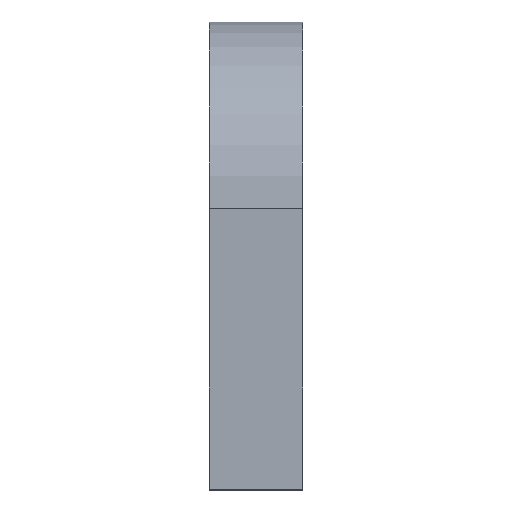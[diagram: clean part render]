
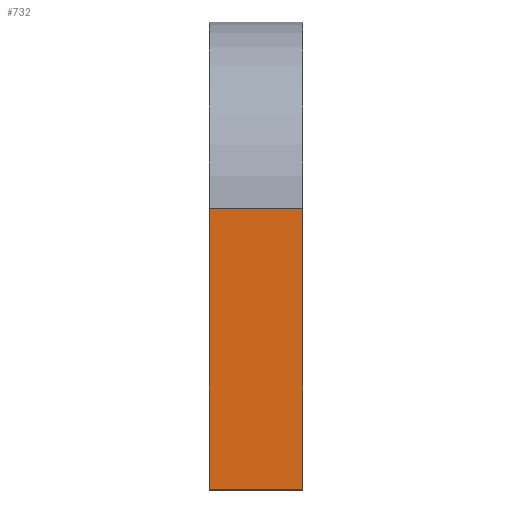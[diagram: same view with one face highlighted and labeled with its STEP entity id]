
A CAD part, top view. The second image highlights one B-rep face of the part: STEP entity #732.
In plain terms, the highlighted planar face has unit normal (0, 0, 1).
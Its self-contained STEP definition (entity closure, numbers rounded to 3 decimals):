
#7 = VECTOR ( 'NONE', #268, 1000. ) ;
#8 = VECTOR ( 'NONE', #444, 1000. ) ;
#29 = CARTESIAN_POINT ( 'NONE',  ( 5., 7.5, 12.5 ) ) ;
#72 = DIRECTION ( 'NONE',  ( 0., 1., 0. ) ) ;
#89 = ORIENTED_EDGE ( 'NONE', *, *, #699, .T. ) ;
#100 = LINE ( 'NONE', #616, #679 ) ;
#103 = VERTEX_POINT ( 'NONE', #674 ) ;
#148 = CARTESIAN_POINT ( 'NONE',  ( 5., -7.5, 12.5 ) ) ;
#189 = VERTEX_POINT ( 'NONE', #625 ) ;
#210 = ORIENTED_EDGE ( 'NONE', *, *, #495, .F. ) ;
#225 = AXIS2_PLACEMENT_3D ( 'NONE', #592, #533, #72 ) ;
#267 = VERTEX_POINT ( 'NONE', #579 ) ;
#268 = DIRECTION ( 'NONE',  ( -1., 0., 0. ) ) ;
#298 = ORIENTED_EDGE ( 'NONE', *, *, #581, .T. ) ;
#306 = FACE_OUTER_BOUND ( 'NONE', #514, .T. ) ;
#312 = PLANE ( 'NONE',  #225 ) ;
#323 = LINE ( 'NONE', #29, #8 ) ;
#336 = DIRECTION ( 'NONE',  ( 0., -1., 0. ) ) ;
#444 = DIRECTION ( 'NONE',  ( 0., -1., 0. ) ) ;
#490 = LINE ( 'NONE', #668, #714 ) ;
#493 = VERTEX_POINT ( 'NONE', #552 ) ;
#495 = EDGE_CURVE ( 'NONE', #189, #493, #323, .T. ) ;
#514 = EDGE_LOOP ( 'NONE', ( #298, #574, #210, #89 ) ) ;
#515 = LINE ( 'NONE', #148, #7 ) ;
#533 = DIRECTION ( 'NONE',  ( 0., 0., -1. ) ) ;
#552 = CARTESIAN_POINT ( 'NONE',  ( 5., -7.5, 12.5 ) ) ;
#571 = EDGE_CURVE ( 'NONE', #493, #103, #515, .T. ) ;
#574 = ORIENTED_EDGE ( 'NONE', *, *, #571, .F. ) ;
#579 = CARTESIAN_POINT ( 'NONE',  ( 0., 7.5, 12.5 ) ) ;
#581 = EDGE_CURVE ( 'NONE', #267, #103, #490, .T. ) ;
#592 = CARTESIAN_POINT ( 'NONE',  ( 5., 7.5, 12.5 ) ) ;
#616 = CARTESIAN_POINT ( 'NONE',  ( 5., 7.5, 12.5 ) ) ;
#619 = DIRECTION ( 'NONE',  ( -1., 0., 0. ) ) ;
#625 = CARTESIAN_POINT ( 'NONE',  ( 5., 7.5, 12.5 ) ) ;
#668 = CARTESIAN_POINT ( 'NONE',  ( 0., 7.5, 12.5 ) ) ;
#674 = CARTESIAN_POINT ( 'NONE',  ( 0., -7.5, 12.5 ) ) ;
#679 = VECTOR ( 'NONE', #619, 1000. ) ;
#699 = EDGE_CURVE ( 'NONE', #189, #267, #100, .T. ) ;
#714 = VECTOR ( 'NONE', #336, 1000. ) ;
#732 = ADVANCED_FACE ( 'NONE', ( #306 ), #312, .F. ) ;
